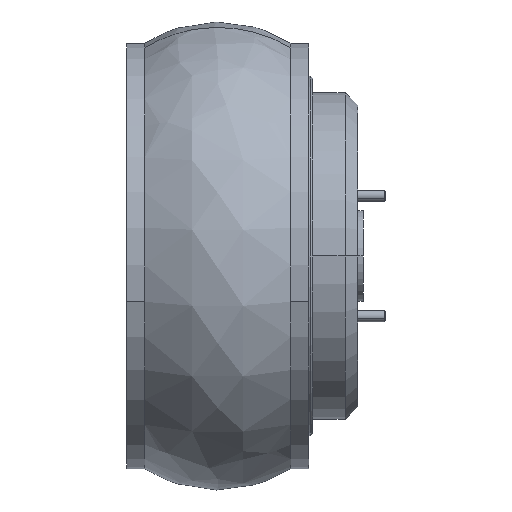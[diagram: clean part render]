
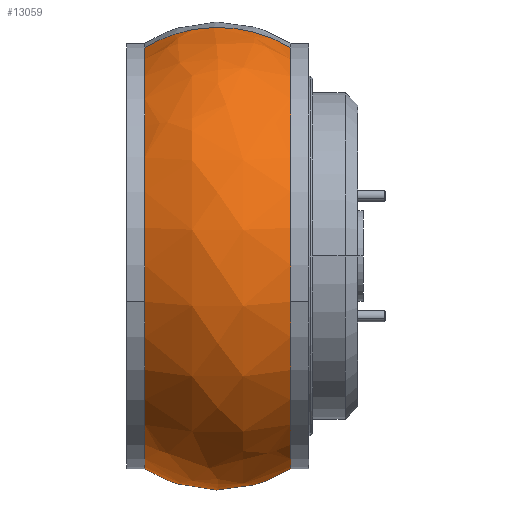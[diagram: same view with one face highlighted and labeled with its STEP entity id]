
A CAD part, left-side view. The second image highlights one B-rep face of the part: STEP entity #13059.
In plain terms, the highlighted free-form (B-spline) face has degree [3, 3] with [4, 4] control points.
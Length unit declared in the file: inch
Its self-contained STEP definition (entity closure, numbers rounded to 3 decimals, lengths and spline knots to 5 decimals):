
#126 = FACE_OUTER_BOUND ( 'NONE', #2792, .T. ) ;
#267 = ORIENTED_EDGE ( 'NONE', *, *, #14228, .T. ) ;
#271 = VERTEX_POINT ( 'NONE', #6024 ) ;
#646 = CARTESIAN_POINT ( 'NONE',  ( -2.88124, 0.20999, 0.72658 ) ) ;
#910 = DIRECTION ( 'NONE',  ( 0., -1., 0. ) ) ;
#978 = B_SPLINE_CURVE_WITH_KNOTS ( 'NONE', 3,
 ( #3857, #13759, #15029, #4973 ),
 .UNSPECIFIED., .F., .F.,
 ( 4, 4 ),
 ( 0., 1. ),
 .UNSPECIFIED. ) ;
#1099 = EDGE_CURVE ( 'NONE', #15755, #9969, #978, .T. ) ;
#1584 = CIRCLE ( 'NONE', #2301, 1.17364 ) ;
#1973 = DIRECTION ( 'NONE',  ( 0.977, 0., 0.215 ) ) ;
#2301 = AXIS2_PLACEMENT_3D ( 'NONE', #9658, #14702, #4811 ) ;
#2792 = EDGE_LOOP ( 'NONE', ( #9373, #12036, #8868, #9828, #14574, #267 ) ) ;
#2957 = CARTESIAN_POINT ( 'NONE',  ( -0.25225, -0.356, 1.14621 ) ) ;
#3513 = CARTESIAN_POINT ( 'NONE',  ( 0.25225, 0.449, -1.14621 ) ) ;
#3652 = CARTESIAN_POINT ( 'NONE',  ( 0.25225, -0.356, -1.14621 ) ) ;
#3857 = CARTESIAN_POINT ( 'NONE',  ( 0.25225, -0.356, -1.14621 ) ) ;
#4202 = CARTESIAN_POINT ( 'NONE',  ( -0.28561, -0.11702, 1.2978 ) ) ;
#4811 = DIRECTION ( 'NONE',  ( 0.977, 0., 0.215 ) ) ;
#4973 = CARTESIAN_POINT ( 'NONE',  ( 0.25225, 0.449, -1.14621 ) ) ;
#5493 = CARTESIAN_POINT ( 'NONE',  ( -0.25225, -0.356, 1.14621 ) ) ;
#5514 = CARTESIAN_POINT ( 'NONE',  ( -1.14621, 0.449, -0.25225 ) ) ;
#5589 = CARTESIAN_POINT ( 'NONE',  ( 0.28561, -0.11702, -1.2978 ) ) ;
#5699 = CARTESIAN_POINT ( 'NONE',  ( -0.25225, 0.449, 1.14621 ) ) ;
#6024 = CARTESIAN_POINT ( 'NONE',  ( -0.25225, 0.449, 1.14621 ) ) ;
#6282 =( BOUNDED_SURFACE ( )  B_SPLINE_SURFACE ( 3, 3, ( 
 ( #5493, #13081, #8076, #15567 ),
 ( #11719, #12966, #14223, #5589 ),
 ( #6825, #646, #12910, #15416 ),
 ( #5699, #9200, #14126, #15516 ) ),
 .UNSPECIFIED., .F., .F., .F. ) 
 B_SPLINE_SURFACE_WITH_KNOTS ( ( 4, 4 ),
 ( 4, 4 ),
 ( 0., 1. ),
 ( 0., 1. ),
 .UNSPECIFIED. ) 
 GEOMETRIC_REPRESENTATION_ITEM ( )  RATIONAL_B_SPLINE_SURFACE ( (
 ( 1., 0.333, 0.333, 1.),
 ( 1., 0.333, 0.333, 1.),
 ( 1., 0.333, 0.333, 1.),
 ( 1., 0.333, 0.333, 1.) ) ) 
 REPRESENTATION_ITEM ( '' )  SURFACE ( )  );
#6825 = CARTESIAN_POINT ( 'NONE',  ( -0.28562, 0.20999, 1.29781 ) ) ;
#6968 = CARTESIAN_POINT ( 'NONE',  ( -0.28562, 0.20999, 1.29781 ) ) ;
#7267 = DIRECTION ( 'NONE',  ( 0.977, 0., 0.215 ) ) ;
#8076 = CARTESIAN_POINT ( 'NONE',  ( -2.04017, -0.356, -1.65072 ) ) ;
#8341 = CARTESIAN_POINT ( 'NONE',  ( -0.25225, -0.356, 1.14621 ) ) ;
#8618 = EDGE_CURVE ( 'NONE', #13739, #15755, #1584, .T. ) ;
#8868 = ORIENTED_EDGE ( 'NONE', *, *, #10854, .F. ) ;
#9200 = CARTESIAN_POINT ( 'NONE',  ( -2.54468, 0.449, 0.6417 ) ) ;
#9373 = ORIENTED_EDGE ( 'NONE', *, *, #1099, .F. ) ;
#9526 = AXIS2_PLACEMENT_3D ( 'NONE', #11847, #10512, #15432 ) ;
#9625 = AXIS2_PLACEMENT_3D ( 'NONE', #15969, #910, #7267 ) ;
#9658 = CARTESIAN_POINT ( 'NONE',  ( 0., -0.356, 0. ) ) ;
#9828 = ORIENTED_EDGE ( 'NONE', *, *, #13682, .T. ) ;
#9969 = VERTEX_POINT ( 'NONE', #3513 ) ;
#10512 = DIRECTION ( 'NONE',  ( 0., -1., 0. ) ) ;
#10621 = DIRECTION ( 'NONE',  ( 0., -1., 0. ) ) ;
#10854 = EDGE_CURVE ( 'NONE', #15677, #13739, #14524, .T. ) ;
#11719 = CARTESIAN_POINT ( 'NONE',  ( -0.28561, -0.11702, 1.2978 ) ) ;
#11847 = CARTESIAN_POINT ( 'NONE',  ( 0., 0.449, 0. ) ) ;
#12036 = ORIENTED_EDGE ( 'NONE', *, *, #8618, .F. ) ;
#12298 = CIRCLE ( 'NONE', #9526, 1.17364 ) ;
#12910 = CARTESIAN_POINT ( 'NONE',  ( -2.31001, 0.20999, -1.86905 ) ) ;
#12966 = CARTESIAN_POINT ( 'NONE',  ( -2.88122, -0.11702, 0.72657 ) ) ;
#13005 = CARTESIAN_POINT ( 'NONE',  ( -0.25225, 0.449, 1.14621 ) ) ;
#13059 = ADVANCED_FACE ( 'NONE', ( #126 ), #6282, .T. ) ;
#13081 = CARTESIAN_POINT ( 'NONE',  ( -2.54468, -0.356, 0.6417 ) ) ;
#13172 = CARTESIAN_POINT ( 'NONE',  ( -1.14621, -0.356, -0.25225 ) ) ;
#13270 = CIRCLE ( 'NONE', #9625, 1.17364 ) ;
#13320 = AXIS2_PLACEMENT_3D ( 'NONE', #14201, #10621, #1973 ) ;
#13682 = EDGE_CURVE ( 'NONE', #15677, #271, #13763, .T. ) ;
#13739 = VERTEX_POINT ( 'NONE', #13172 ) ;
#13759 = CARTESIAN_POINT ( 'NONE',  ( 0.28561, -0.11702, -1.2978 ) ) ;
#13763 = B_SPLINE_CURVE_WITH_KNOTS ( 'NONE', 3,
 ( #2957, #4202, #6968, #13005 ),
 .UNSPECIFIED., .F., .F.,
 ( 4, 4 ),
 ( 0., 1. ),
 .UNSPECIFIED. ) ;
#14126 = CARTESIAN_POINT ( 'NONE',  ( -2.04017, 0.449, -1.65072 ) ) ;
#14201 = CARTESIAN_POINT ( 'NONE',  ( 0., -0.356, 0. ) ) ;
#14223 = CARTESIAN_POINT ( 'NONE',  ( -2.30999, -0.11702, -1.86903 ) ) ;
#14228 = EDGE_CURVE ( 'NONE', #14551, #9969, #13270, .T. ) ;
#14524 = CIRCLE ( 'NONE', #13320, 1.17364 ) ;
#14551 = VERTEX_POINT ( 'NONE', #5514 ) ;
#14574 = ORIENTED_EDGE ( 'NONE', *, *, #14587, .T. ) ;
#14587 = EDGE_CURVE ( 'NONE', #271, #14551, #12298, .T. ) ;
#14702 = DIRECTION ( 'NONE',  ( 0., -1., 0. ) ) ;
#15029 = CARTESIAN_POINT ( 'NONE',  ( 0.28562, 0.20999, -1.29781 ) ) ;
#15416 = CARTESIAN_POINT ( 'NONE',  ( 0.28562, 0.20999, -1.29781 ) ) ;
#15432 = DIRECTION ( 'NONE',  ( 0.977, 0., 0.215 ) ) ;
#15516 = CARTESIAN_POINT ( 'NONE',  ( 0.25225, 0.449, -1.14621 ) ) ;
#15567 = CARTESIAN_POINT ( 'NONE',  ( 0.25225, -0.356, -1.14621 ) ) ;
#15677 = VERTEX_POINT ( 'NONE', #8341 ) ;
#15755 = VERTEX_POINT ( 'NONE', #3652 ) ;
#15969 = CARTESIAN_POINT ( 'NONE',  ( 0., 0.449, 0. ) ) ;
